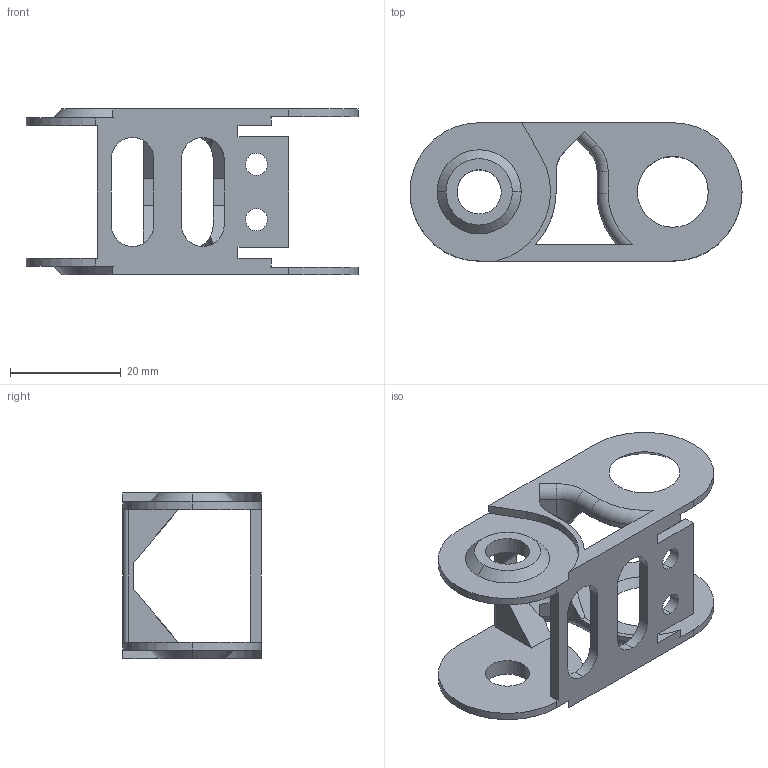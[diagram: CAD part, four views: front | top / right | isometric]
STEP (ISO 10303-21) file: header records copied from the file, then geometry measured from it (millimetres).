
FILE_DESCRIPTION (( 'STEP AP203' ), '1' );
FILE_NAME ('link.STEP', '2014-05-05T13:27:55', ( 'Van' ), ( '' ), 'SwSTEP 2.0', 'SolidWorks 2014', '' );
FILE_SCHEMA (( 'CONFIG_CONTROL_DESIGN' ));
Length unit declared in the file: millimetre
Products named in the file (1): link
Bounding box: 60 x 25 x 30 mm (x, y, z)
Volume: 5876.8 mm3; surface area: 7469.8 mm2
Topology: 1 solids, 1 shells, 111 faces, 326 edges, 214 vertices
Faces by surface type: plane 49, cylinder 48, cone 8, torus 6
Entity records: 3871 total; most frequent: CARTESIAN_POINT 740, ORIENTED_EDGE 652, DIRECTION 642, EDGE_CURVE 326, AXIS2_PLACEMENT_3D 224, VERTEX_POINT 214, VECTOR 194, LINE 194
